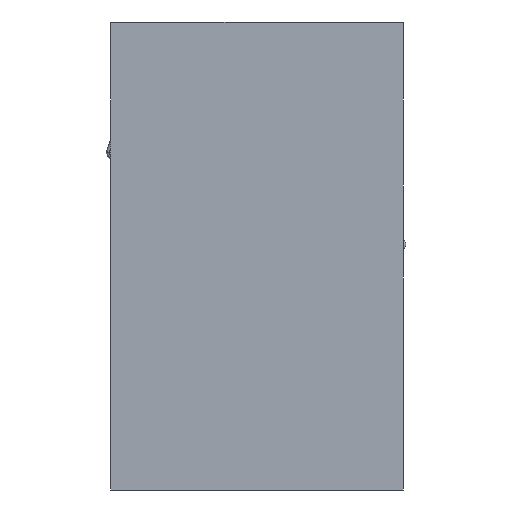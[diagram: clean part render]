
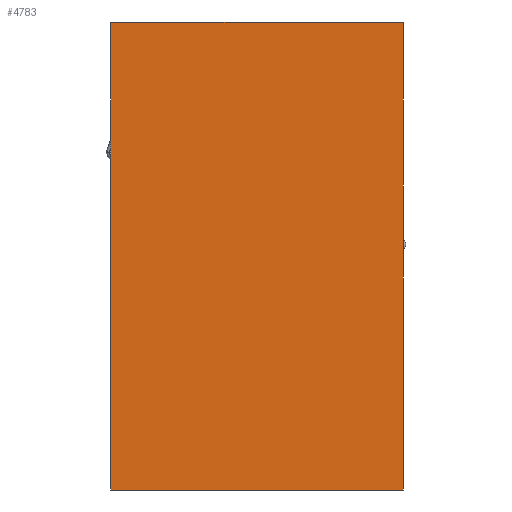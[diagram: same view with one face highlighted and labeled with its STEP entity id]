
A CAD part, front view. The second image highlights one B-rep face of the part: STEP entity #4783.
In plain terms, the highlighted planar face has unit normal (0, -1, 0).
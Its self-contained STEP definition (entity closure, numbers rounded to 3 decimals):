
#739=FACE_OUTER_BOUND('',#1051,.T.);
#1051=EDGE_LOOP('',(#3590,#3591,#3592,#3593));
#1514=LINE('',#7946,#1872);
#1518=LINE('',#7952,#1876);
#1520=LINE('',#7956,#1878);
#1522=LINE('',#7959,#1880);
#1872=VECTOR('',#6311,10.);
#1876=VECTOR('',#6317,10.);
#1878=VECTOR('',#6321,10.);
#1880=VECTOR('',#6325,10.);
#2163=VERTEX_POINT('',#7944);
#2164=VERTEX_POINT('',#7945);
#2165=VERTEX_POINT('',#7951);
#2166=VERTEX_POINT('',#7955);
#2669=EDGE_CURVE('',#2163,#2164,#1514,.T.);
#2673=EDGE_CURVE('',#2165,#2163,#1518,.T.);
#2675=EDGE_CURVE('',#2166,#2165,#1520,.T.);
#2677=EDGE_CURVE('',#2164,#2166,#1522,.T.);
#3590=ORIENTED_EDGE('',*,*,#2677,.F.);
#3591=ORIENTED_EDGE('',*,*,#2669,.F.);
#3592=ORIENTED_EDGE('',*,*,#2673,.F.);
#3593=ORIENTED_EDGE('',*,*,#2675,.F.);
#4641=PLANE('',#5425);
#4783=ADVANCED_FACE('',(#739),#4641,.F.);
#5425=AXIS2_PLACEMENT_3D('',#7961,#6328,#6329);
#6311=DIRECTION('',(0.,0.,-1.));
#6317=DIRECTION('',(1.,0.,0.));
#6321=DIRECTION('',(0.,0.,1.));
#6325=DIRECTION('',(-1.,0.,0.));
#6328=DIRECTION('center_axis',(0.,1.,0.));
#6329=DIRECTION('ref_axis',(0.,0.,1.));
#7944=CARTESIAN_POINT('',(0.,0.,0.));
#7945=CARTESIAN_POINT('',(0.,0.,-800.));
#7946=CARTESIAN_POINT('',(0.,0.,0.));
#7951=CARTESIAN_POINT('',(-500.,0.,0.));
#7952=CARTESIAN_POINT('',(-500.,0.,0.));
#7955=CARTESIAN_POINT('',(-500.,0.,-800.));
#7956=CARTESIAN_POINT('',(-500.,0.,-800.));
#7959=CARTESIAN_POINT('',(0.,0.,-800.));
#7961=CARTESIAN_POINT('Origin',(-250.,0.,-400.));
